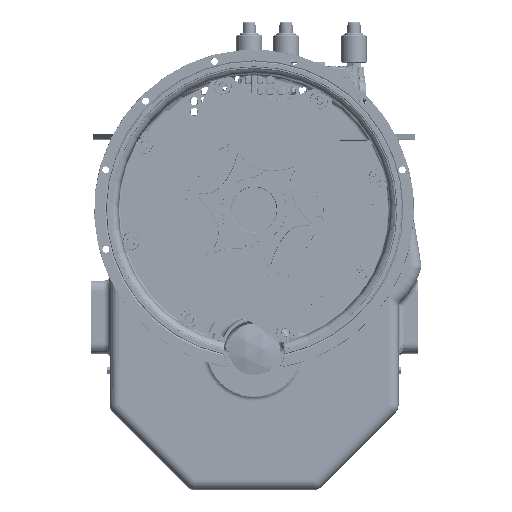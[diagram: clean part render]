
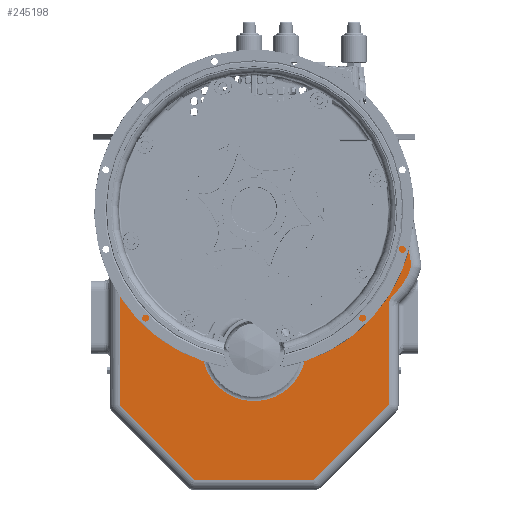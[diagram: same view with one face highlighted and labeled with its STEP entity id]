
A CAD part, top view. The second image highlights one B-rep face of the part: STEP entity #245198.
In plain terms, the highlighted planar face has unit normal (0, 0, 1).
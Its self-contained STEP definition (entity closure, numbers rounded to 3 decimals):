
#1448 = CARTESIAN_POINT ( 'NONE',  ( 232.27, -167.176, -55.067 ) ) ;
#4018 = CARTESIAN_POINT ( 'NONE',  ( 234.934, -155.107, -55.067 ) ) ;
#6530 = ORIENTED_EDGE ( 'NONE', *, *, #38175, .T. ) ;
#6770 = CIRCLE ( 'NONE', #180682, 89.756 ) ;
#8621 = DIRECTION ( 'NONE',  ( 1., 0., 0. ) ) ;
#11468 = CIRCLE ( 'NONE', #248754, 111.089 ) ;
#17279 = CARTESIAN_POINT ( 'NONE',  ( 0., 0., -55.067 ) ) ;
#17743 = DIRECTION ( 'NONE',  ( 0., 0., 1. ) ) ;
#18895 = DIRECTION ( 'NONE',  ( 0., 0., -1. ) ) ;
#20318 = FACE_OUTER_BOUND ( 'NONE', #68871, .T. ) ;
#21231 = ORIENTED_EDGE ( 'NONE', *, *, #55573, .T. ) ;
#23232 = ORIENTED_EDGE ( 'NONE', *, *, #128923, .T. ) ;
#23439 = VECTOR ( 'NONE', #145989, 1000. ) ;
#24810 = CARTESIAN_POINT ( 'NONE',  ( 235.576, -153.845, -55.067 ) ) ;
#28109 = CARTESIAN_POINT ( 'NONE',  ( 232.27, -166.905, -55.067 ) ) ;
#30592 = VERTEX_POINT ( 'NONE', #42600 ) ;
#31806 = VERTEX_POINT ( 'NONE', #36799 ) ;
#34785 = DIRECTION ( 'NONE',  ( 1., 0., 0. ) ) ;
#36799 = CARTESIAN_POINT ( 'NONE',  ( -232.27, -96.575, -55.067 ) ) ;
#38145 = DIRECTION ( 'NONE',  ( 1., 0., 0. ) ) ;
#38175 = EDGE_CURVE ( 'NONE', #101243, #231467, #260787, .T. ) ;
#41823 = ORIENTED_EDGE ( 'NONE', *, *, #77121, .T. ) ;
#42600 = CARTESIAN_POINT ( 'NONE',  ( 251.509, 4.453, -55.067 ) ) ;
#43398 = VECTOR ( 'NONE', #112900, 1000. ) ;
#45617 = CARTESIAN_POINT ( 'NONE',  ( 236.77, -151.826, -55.067 ) ) ;
#46246 = DIRECTION ( 'NONE',  ( -0.161, 0.987, 0. ) ) ;
#48263 = CARTESIAN_POINT ( 'NONE',  ( -232.27, -338.057, -55.067 ) ) ;
#51039 = VERTEX_POINT ( 'NONE', #73623 ) ;
#52248 = VECTOR ( 'NONE', #34785, 1000. ) ;
#55573 = EDGE_CURVE ( 'NONE', #152071, #31806, #228131, .T. ) ;
#57313 = VERTEX_POINT ( 'NONE', #28109 ) ;
#58498 = PLANE ( 'NONE',  #156488 ) ;
#58718 = EDGE_CURVE ( 'NONE', #31806, #101243, #86529, .T. ) ;
#61939 = AXIS2_PLACEMENT_3D ( 'NONE', #83637, #228257, #104432 ) ;
#64083 = CARTESIAN_POINT ( 'NONE',  ( 240.997, -146.847, -55.067 ) ) ;
#66419 = CARTESIAN_POINT ( 'NONE',  ( 239.614, -148.135, -55.067 ) ) ;
#68871 = EDGE_LOOP ( 'NONE', ( #143184, #21231, #265162, #6530, #179406, #23232, #234496, #41823, #204593, #263790, #195652, #199781 ) ) ;
#73623 = CARTESIAN_POINT ( 'NONE',  ( 232.27, -338.057, -55.067 ) ) ;
#76409 = EDGE_CURVE ( 'NONE', #139121, #152071, #6770, .T. ) ;
#77121 = EDGE_CURVE ( 'NONE', #57313, #265013, #154860, .T. ) ;
#80031 = VECTOR ( 'NONE', #86765, 1000. ) ;
#82847 = CARTESIAN_POINT ( 'NONE',  ( 89.555, -235.067, -55.067 ) ) ;
#83637 = CARTESIAN_POINT ( 'NONE',  ( 165.268, -65.57, -55.067 ) ) ;
#85418 = DIRECTION ( 'NONE',  ( 0., 0., 1. ) ) ;
#86268 = CARTESIAN_POINT ( 'NONE',  ( 232.514, -163.142, -55.067 ) ) ;
#86529 = LINE ( 'NONE', #229604, #80031 ) ;
#86765 = DIRECTION ( 'NONE',  ( 0., -1., 0. ) ) ;
#87466 = VERTEX_POINT ( 'NONE', #89647 ) ;
#87738 = VERTEX_POINT ( 'NONE', #143612 ) ;
#89519 = VECTOR ( 'NONE', #96959, 1000. ) ;
#89647 = CARTESIAN_POINT ( 'NONE',  ( 271.766, -97.175, -55.067 ) ) ;
#90745 = CARTESIAN_POINT ( 'NONE',  ( -103.361, -466.966, -55.067 ) ) ;
#96959 = DIRECTION ( 'NONE',  ( 0.707, -0.707, 0. ) ) ;
#98326 = LINE ( 'NONE', #195113, #43398 ) ;
#100690 = LINE ( 'NONE', #137738, #52248 ) ;
#101243 = VERTEX_POINT ( 'NONE', #48263 ) ;
#104432 = DIRECTION ( 'NONE',  ( 1., 0., 0. ) ) ;
#107051 = CARTESIAN_POINT ( 'NONE',  ( 233.236, -159.453, -55.067 ) ) ;
#112900 = DIRECTION ( 'NONE',  ( 0.707, 0.707, 0. ) ) ;
#126697 = EDGE_CURVE ( 'NONE', #231467, #262935, #100690, .T. ) ;
#127830 = CARTESIAN_POINT ( 'NONE',  ( 234.736, -155.532, -55.067 ) ) ;
#128923 = EDGE_CURVE ( 'NONE', #262935, #51039, #98326, .T. ) ;
#130205 = CARTESIAN_POINT ( 'NONE',  ( 256.192, -1.638, -55.067 ) ) ;
#132418 = DIRECTION ( 'NONE',  ( 0., 0., -1. ) ) ;
#137738 = CARTESIAN_POINT ( 'NONE',  ( 103.619, -466.966, -55.067 ) ) ;
#139121 = VERTEX_POINT ( 'NONE', #82847 ) ;
#139305 = EDGE_CURVE ( 'NONE', #30592, #139121, #242656, .T. ) ;
#141554 = CARTESIAN_POINT ( 'NONE',  ( 0., 0., -55.067 ) ) ;
#142693 = CARTESIAN_POINT ( 'NONE',  ( 0., -241.061, -55.067 ) ) ;
#143184 = ORIENTED_EDGE ( 'NONE', *, *, #76409, .T. ) ;
#143612 = CARTESIAN_POINT ( 'NONE',  ( 256.215, -1.779, -55.067 ) ) ;
#145989 = DIRECTION ( 'NONE',  ( 0., 1., 0. ) ) ;
#148572 = CARTESIAN_POINT ( 'NONE',  ( 235.354, -154.263, -55.067 ) ) ;
#152071 = VERTEX_POINT ( 'NONE', #206826 ) ;
#154860 = B_SPLINE_CURVE_WITH_KNOTS ( 'NONE', 3,
 ( #246128, #247009, #210014, #86268, #230857, #107051, #251563, #127830, #4018, #148572, #24810, #169442, #45617, #190156, #66419, #210944 ),
 .UNSPECIFIED., .F., .F.,
 ( 4, 2, 2, 2, 2, 2, 2, 4 ),
 ( 0., 0.003, 0.006, 0.011, 0.013, 0.014, 0.017, 0.023 ),
 .UNSPECIFIED. ) ;
#156488 = AXIS2_PLACEMENT_3D ( 'NONE', #141554, #17743, #162361 ) ;
#161908 = DIRECTION ( 'NONE',  ( 0., 0., -1. ) ) ;
#162257 = AXIS2_PLACEMENT_3D ( 'NONE', #17279, #161908, #38145 ) ;
#162361 = DIRECTION ( 'NONE',  ( 1., 0., 0. ) ) ;
#163500 = DIRECTION ( 'NONE',  ( 1., 0., 0. ) ) ;
#165597 = CARTESIAN_POINT ( 'NONE',  ( 103.361, -466.966, -55.067 ) ) ;
#166672 = VECTOR ( 'NONE', #46246, 1000. ) ;
#169442 = CARTESIAN_POINT ( 'NONE',  ( 236.269, -152.616, -55.067 ) ) ;
#173199 = LINE ( 'NONE', #130205, #166672 ) ;
#177779 = EDGE_CURVE ( 'NONE', #87738, #30592, #221579, .T. ) ;
#179406 = ORIENTED_EDGE ( 'NONE', *, *, #126697, .T. ) ;
#180682 = AXIS2_PLACEMENT_3D ( 'NONE', #142693, #18895, #163500 ) ;
#181862 = LINE ( 'NONE', #1448, #23439 ) ;
#190156 = CARTESIAN_POINT ( 'NONE',  ( 238.387, -149.543, -55.067 ) ) ;
#195113 = CARTESIAN_POINT ( 'NONE',  ( 232.453, -337.874, -55.067 ) ) ;
#195652 = ORIENTED_EDGE ( 'NONE', *, *, #177779, .T. ) ;
#199781 = ORIENTED_EDGE ( 'NONE', *, *, #139305, .T. ) ;
#203196 = EDGE_CURVE ( 'NONE', #87466, #87738, #173199, .T. ) ;
#204593 = ORIENTED_EDGE ( 'NONE', *, *, #237681, .T. ) ;
#206826 = CARTESIAN_POINT ( 'NONE',  ( -89.555, -235.067, -55.067 ) ) ;
#209178 = CARTESIAN_POINT ( 'NONE',  ( 165.268, -65.57, -55.067 ) ) ;
#210014 = CARTESIAN_POINT ( 'NONE',  ( 232.319, -165.018, -55.067 ) ) ;
#210944 = CARTESIAN_POINT ( 'NONE',  ( 240.997, -146.847, -55.067 ) ) ;
#221579 = CIRCLE ( 'NONE', #61939, 111.089 ) ;
#228131 = CIRCLE ( 'NONE', #162257, 251.548 ) ;
#228257 = DIRECTION ( 'NONE',  ( 0., 0., 1. ) ) ;
#229604 = CARTESIAN_POINT ( 'NONE',  ( -232.27, -338.315, -55.067 ) ) ;
#230050 = DIRECTION ( 'NONE',  ( 1., 0., 0. ) ) ;
#230857 = CARTESIAN_POINT ( 'NONE',  ( 232.66, -162.205, -55.067 ) ) ;
#231467 = VERTEX_POINT ( 'NONE', #90745 ) ;
#234496 = ORIENTED_EDGE ( 'NONE', *, *, #245259, .T. ) ;
#237681 = EDGE_CURVE ( 'NONE', #265013, #87466, #11468, .T. ) ;
#242656 = CIRCLE ( 'NONE', #252701, 251.548 ) ;
#245198 = ADVANCED_FACE ( 'NONE', ( #20318 ), #58498, .T. ) ;
#245259 = EDGE_CURVE ( 'NONE', #51039, #57313, #181862, .T. ) ;
#246128 = CARTESIAN_POINT ( 'NONE',  ( 232.27, -166.905, -55.067 ) ) ;
#247009 = CARTESIAN_POINT ( 'NONE',  ( 232.27, -165.959, -55.067 ) ) ;
#248754 = AXIS2_PLACEMENT_3D ( 'NONE', #209178, #85418, #230050 ) ;
#251563 = CARTESIAN_POINT ( 'NONE',  ( 233.802, -157.678, -55.067 ) ) ;
#252701 = AXIS2_PLACEMENT_3D ( 'NONE', #256155, #132418, #8621 ) ;
#256155 = CARTESIAN_POINT ( 'NONE',  ( 0., 0., -55.067 ) ) ;
#260787 = LINE ( 'NONE', #261348, #89519 ) ;
#261348 = CARTESIAN_POINT ( 'NONE',  ( -103.178, -467.149, -55.067 ) ) ;
#262935 = VERTEX_POINT ( 'NONE', #165597 ) ;
#263790 = ORIENTED_EDGE ( 'NONE', *, *, #203196, .T. ) ;
#265013 = VERTEX_POINT ( 'NONE', #64083 ) ;
#265162 = ORIENTED_EDGE ( 'NONE', *, *, #58718, .T. ) ;
